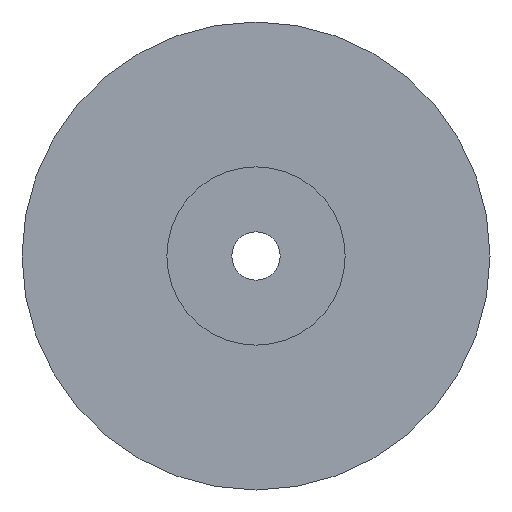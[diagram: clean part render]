
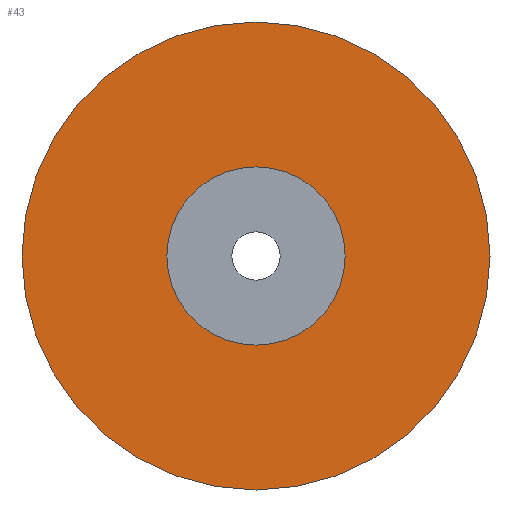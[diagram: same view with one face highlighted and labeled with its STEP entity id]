
A CAD part, front view. The second image highlights one B-rep face of the part: STEP entity #43.
In plain terms, the highlighted planar face has unit normal (0, -1, 0).
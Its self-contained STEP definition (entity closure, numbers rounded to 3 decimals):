
#43 = ADVANCED_FACE( '', ( #86, #87 ), #88, .T. );
#86 = FACE_OUTER_BOUND( '', #121, .T. );
#87 = FACE_BOUND( '', #122, .T. );
#88 = PLANE( '', #123 );
#121 = EDGE_LOOP( '', ( #162 ) );
#122 = EDGE_LOOP( '', ( #163 ) );
#123 = AXIS2_PLACEMENT_3D( '', #164, #165, #166 );
#162 = ORIENTED_EDGE( '', *, *, #169, .T. );
#163 = ORIENTED_EDGE( '', *, *, #176, .F. );
#164 = CARTESIAN_POINT( '', ( 12., 0., 0. ) );
#165 = DIRECTION( '', ( 0., -1., 0. ) );
#166 = DIRECTION( '', ( 0., 0., -1. ) );
#169 = EDGE_CURVE( '', #184, #184, #185, .T. );
#176 = EDGE_CURVE( '', #195, #195, #196, .T. );
#184 = VERTEX_POINT( '', #205 );
#185 = CIRCLE( '', #206, 31.5 );
#195 = VERTEX_POINT( '', #216 );
#196 = CIRCLE( '', #217, 12. );
#205 = CARTESIAN_POINT( '', ( 0., 0., -31.5 ) );
#206 = AXIS2_PLACEMENT_3D( '', #226, #227, #228 );
#216 = CARTESIAN_POINT( '', ( 0., 0., -12. ) );
#217 = AXIS2_PLACEMENT_3D( '', #238, #239, #240 );
#226 = CARTESIAN_POINT( '', ( 0., 0., 0. ) );
#227 = DIRECTION( '', ( 0., -1., 0. ) );
#228 = DIRECTION( '', ( 0., 0., -1. ) );
#238 = CARTESIAN_POINT( '', ( 0., 0., 0. ) );
#239 = DIRECTION( '', ( 0., -1., 0. ) );
#240 = DIRECTION( '', ( 0., 0., -1. ) );
